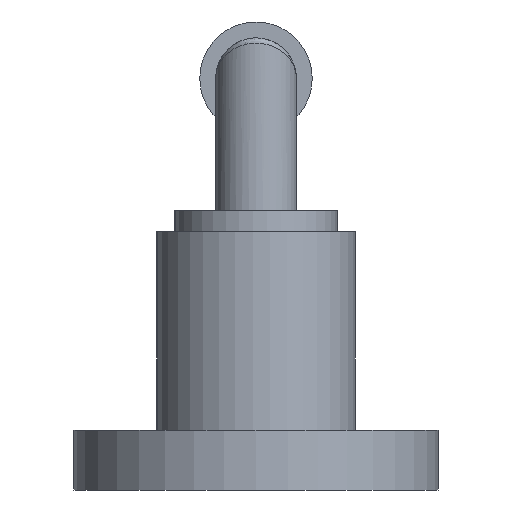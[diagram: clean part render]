
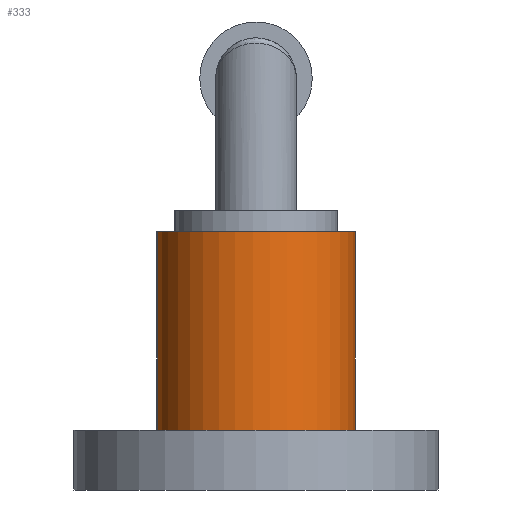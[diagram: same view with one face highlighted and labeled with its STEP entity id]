
A CAD part, front view. The second image highlights one B-rep face of the part: STEP entity #333.
In plain terms, the highlighted cylindrical face has radius 15 mm (diameter 30 mm), a partial arc.
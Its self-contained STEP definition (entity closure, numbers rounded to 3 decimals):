
#104 = AXIS2_PLACEMENT_3D ( 'NONE', #372, #575, #205 ) ;
#116 = EDGE_CURVE ( 'NONE', #217, #145, #908, .T. ) ;
#131 = ORIENTED_EDGE ( 'NONE', *, *, #747, .F. ) ;
#145 = VERTEX_POINT ( 'NONE', #399 ) ;
#174 = EDGE_LOOP ( 'NONE', ( #430, #178, #1070, #131 ) ) ;
#178 = ORIENTED_EDGE ( 'NONE', *, *, #572, .T. ) ;
#192 = VERTEX_POINT ( 'NONE', #835 ) ;
#205 = DIRECTION ( 'NONE',  ( 0., 0., 1. ) ) ;
#217 = VERTEX_POINT ( 'NONE', #685 ) ;
#231 = EDGE_CURVE ( 'NONE', #192, #419, #787, .T. ) ;
#318 = FACE_OUTER_BOUND ( 'NONE', #174, .T. ) ;
#333 = ADVANCED_FACE ( 'NONE', ( #318 ), #1023, .T. ) ;
#372 = CARTESIAN_POINT ( 'NONE',  ( 0., 3.2, 0. ) ) ;
#399 = CARTESIAN_POINT ( 'NONE',  ( 0., 39.2, -15. ) ) ;
#403 = CIRCLE ( 'NONE', #104, 15. ) ;
#404 = CARTESIAN_POINT ( 'NONE',  ( 0., 39.2, 0. ) ) ;
#419 = VERTEX_POINT ( 'NONE', #866 ) ;
#430 = ORIENTED_EDGE ( 'NONE', *, *, #116, .F. ) ;
#491 = CARTESIAN_POINT ( 'NONE',  ( 0., 0., 0. ) ) ;
#495 = DIRECTION ( 'NONE',  ( 0., 0., 1. ) ) ;
#501 = VECTOR ( 'NONE', #628, 1000. ) ;
#572 = EDGE_CURVE ( 'NONE', #217, #192, #403, .T. ) ;
#575 = DIRECTION ( 'NONE',  ( 0., 1., 0. ) ) ;
#591 = DIRECTION ( 'NONE',  ( 0., 1., 0. ) ) ;
#628 = DIRECTION ( 'NONE',  ( 0., 1., 0. ) ) ;
#650 = CARTESIAN_POINT ( 'NONE',  ( 0., 0., 15. ) ) ;
#685 = CARTESIAN_POINT ( 'NONE',  ( 0., 3.2, -15. ) ) ;
#747 = EDGE_CURVE ( 'NONE', #145, #419, #762, .T. ) ;
#762 = CIRCLE ( 'NONE', #994, 15. ) ;
#765 = AXIS2_PLACEMENT_3D ( 'NONE', #491, #591, #495 ) ;
#787 = LINE ( 'NONE', #650, #501 ) ;
#807 = DIRECTION ( 'NONE',  ( 0., 1., 0. ) ) ;
#835 = CARTESIAN_POINT ( 'NONE',  ( 0., 3.2, 15. ) ) ;
#866 = CARTESIAN_POINT ( 'NONE',  ( 0., 39.2, 15. ) ) ;
#894 = DIRECTION ( 'NONE',  ( 0., 1., 0. ) ) ;
#908 = LINE ( 'NONE', #912, #929 ) ;
#912 = CARTESIAN_POINT ( 'NONE',  ( 0., 0., -15. ) ) ;
#918 = DIRECTION ( 'NONE',  ( 0., 0., 1. ) ) ;
#929 = VECTOR ( 'NONE', #894, 1000. ) ;
#994 = AXIS2_PLACEMENT_3D ( 'NONE', #404, #807, #918 ) ;
#1023 = CYLINDRICAL_SURFACE ( 'NONE', #765, 15. ) ;
#1070 = ORIENTED_EDGE ( 'NONE', *, *, #231, .T. ) ;
